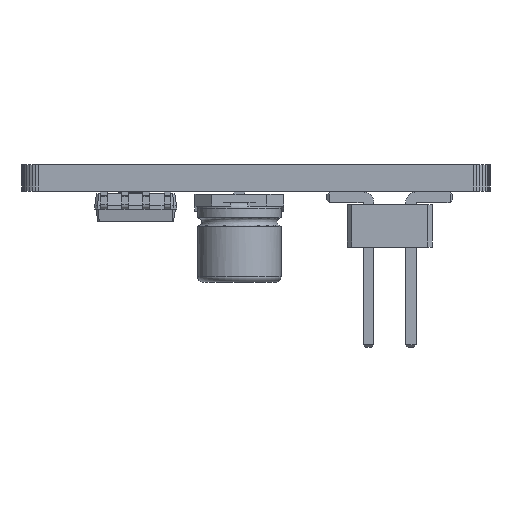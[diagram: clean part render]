
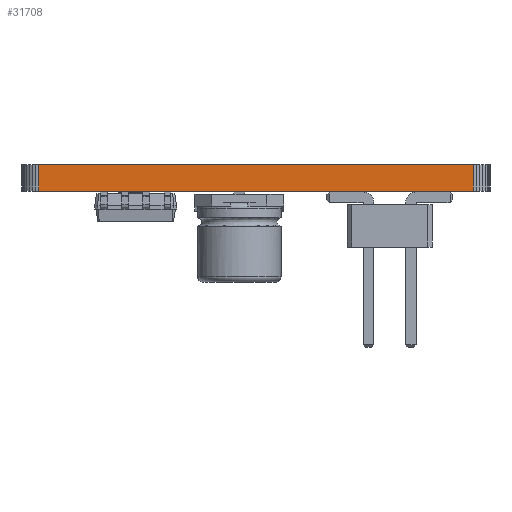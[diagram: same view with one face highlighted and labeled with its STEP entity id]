
A CAD part, left-side view. The second image highlights one B-rep face of the part: STEP entity #31708.
In plain terms, the highlighted planar face has unit normal (-1, 0, 0).
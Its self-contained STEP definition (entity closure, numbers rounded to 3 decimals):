
#25342 = PLANE('',#25343);
#25343 = AXIS2_PLACEMENT_3D('',#25344,#25345,#25346);
#25344 = CARTESIAN_POINT('',(4.,0.,1.58));
#25345 = DIRECTION('',(-0.,-0.,-1.));
#25346 = DIRECTION('',(-1.,0.,0.));
#25396 = PLANE('',#25397);
#25397 = AXIS2_PLACEMENT_3D('',#25398,#25399,#25400);
#25398 = CARTESIAN_POINT('',(4.,0.,0.));
#25399 = DIRECTION('',(-0.,-0.,-1.));
#25400 = DIRECTION('',(-1.,0.,0.));
#26177 = VERTEX_POINT('',#26178);
#26178 = CARTESIAN_POINT('',(-14.,-13.,0.));
#26192 = PLANE('',#26193);
#26193 = AXIS2_PLACEMENT_3D('',#26194,#26195,#26196);
#26194 = CARTESIAN_POINT('',(-13.981,-13.195,0.));
#26195 = DIRECTION('',(-0.995,-0.098,0.));
#26196 = DIRECTION('',(-0.098,0.995,0.));
#26204 = EDGE_CURVE('',#26177,#26205,#26207,.T.);
#26205 = VERTEX_POINT('',#26206);
#26206 = CARTESIAN_POINT('',(-14.,13.,0.));
#26207 = SURFACE_CURVE('',#26208,(#26212,#26219),.PCURVE_S1.);
#26208 = LINE('',#26209,#26210);
#26209 = CARTESIAN_POINT('',(-14.,-13.,0.));
#26210 = VECTOR('',#26211,1.);
#26211 = DIRECTION('',(0.,1.,0.));
#26212 = PCURVE('',#25396,#26213);
#26213 = DEFINITIONAL_REPRESENTATION('',(#26214),#26218);
#26214 = LINE('',#26215,#26216);
#26215 = CARTESIAN_POINT('',(18.,-13.));
#26216 = VECTOR('',#26217,1.);
#26217 = DIRECTION('',(0.,1.));
#26218 = ( GEOMETRIC_REPRESENTATION_CONTEXT(2) 
PARAMETRIC_REPRESENTATION_CONTEXT() REPRESENTATION_CONTEXT('2D SPACE',''
  ) );
#26219 = PCURVE('',#26220,#26225);
#26220 = PLANE('',#26221);
#26221 = AXIS2_PLACEMENT_3D('',#26222,#26223,#26224);
#26222 = CARTESIAN_POINT('',(-14.,-13.,0.));
#26223 = DIRECTION('',(-1.,0.,0.));
#26224 = DIRECTION('',(0.,1.,0.));
#26225 = DEFINITIONAL_REPRESENTATION('',(#26226),#26230);
#26226 = LINE('',#26227,#26228);
#26227 = CARTESIAN_POINT('',(0.,0.));
#26228 = VECTOR('',#26229,1.);
#26229 = DIRECTION('',(1.,0.));
#26230 = ( GEOMETRIC_REPRESENTATION_CONTEXT(2) 
PARAMETRIC_REPRESENTATION_CONTEXT() REPRESENTATION_CONTEXT('2D SPACE',''
  ) );
#26248 = PLANE('',#26249);
#26249 = AXIS2_PLACEMENT_3D('',#26250,#26251,#26252);
#26250 = CARTESIAN_POINT('',(-14.,13.,0.));
#26251 = DIRECTION('',(-0.995,0.098,0.));
#26252 = DIRECTION('',(0.098,0.995,0.));
#29176 = VERTEX_POINT('',#29177);
#29177 = CARTESIAN_POINT('',(-14.,-13.,1.58));
#29198 = EDGE_CURVE('',#29176,#29199,#29201,.T.);
#29199 = VERTEX_POINT('',#29200);
#29200 = CARTESIAN_POINT('',(-14.,13.,1.58));
#29201 = SURFACE_CURVE('',#29202,(#29206,#29213),.PCURVE_S1.);
#29202 = LINE('',#29203,#29204);
#29203 = CARTESIAN_POINT('',(-14.,-13.,1.58));
#29204 = VECTOR('',#29205,1.);
#29205 = DIRECTION('',(0.,1.,0.));
#29206 = PCURVE('',#25342,#29207);
#29207 = DEFINITIONAL_REPRESENTATION('',(#29208),#29212);
#29208 = LINE('',#29209,#29210);
#29209 = CARTESIAN_POINT('',(18.,-13.));
#29210 = VECTOR('',#29211,1.);
#29211 = DIRECTION('',(0.,1.));
#29212 = ( GEOMETRIC_REPRESENTATION_CONTEXT(2) 
PARAMETRIC_REPRESENTATION_CONTEXT() REPRESENTATION_CONTEXT('2D SPACE',''
  ) );
#29213 = PCURVE('',#26220,#29214);
#29214 = DEFINITIONAL_REPRESENTATION('',(#29215),#29219);
#29215 = LINE('',#29216,#29217);
#29216 = CARTESIAN_POINT('',(0.,-1.58));
#29217 = VECTOR('',#29218,1.);
#29218 = DIRECTION('',(1.,0.));
#29219 = ( GEOMETRIC_REPRESENTATION_CONTEXT(2) 
PARAMETRIC_REPRESENTATION_CONTEXT() REPRESENTATION_CONTEXT('2D SPACE',''
  ) );
#31658 = EDGE_CURVE('',#26205,#29199,#31659,.T.);
#31659 = SURFACE_CURVE('',#31660,(#31664,#31671),.PCURVE_S1.);
#31660 = LINE('',#31661,#31662);
#31661 = CARTESIAN_POINT('',(-14.,13.,0.));
#31662 = VECTOR('',#31663,1.);
#31663 = DIRECTION('',(0.,0.,1.));
#31664 = PCURVE('',#26248,#31665);
#31665 = DEFINITIONAL_REPRESENTATION('',(#31666),#31670);
#31666 = LINE('',#31667,#31668);
#31667 = CARTESIAN_POINT('',(0.,0.));
#31668 = VECTOR('',#31669,1.);
#31669 = DIRECTION('',(0.,-1.));
#31670 = ( GEOMETRIC_REPRESENTATION_CONTEXT(2) 
PARAMETRIC_REPRESENTATION_CONTEXT() REPRESENTATION_CONTEXT('2D SPACE',''
  ) );
#31671 = PCURVE('',#26220,#31672);
#31672 = DEFINITIONAL_REPRESENTATION('',(#31673),#31677);
#31673 = LINE('',#31674,#31675);
#31674 = CARTESIAN_POINT('',(26.,0.));
#31675 = VECTOR('',#31676,1.);
#31676 = DIRECTION('',(0.,-1.));
#31677 = ( GEOMETRIC_REPRESENTATION_CONTEXT(2) 
PARAMETRIC_REPRESENTATION_CONTEXT() REPRESENTATION_CONTEXT('2D SPACE',''
  ) );
#31708 = ADVANCED_FACE('',(#31709),#26220,.T.);
#31709 = FACE_BOUND('',#31710,.T.);
#31710 = EDGE_LOOP('',(#31711,#31732,#31733,#31734));
#31711 = ORIENTED_EDGE('',*,*,#31712,.T.);
#31712 = EDGE_CURVE('',#26177,#29176,#31713,.T.);
#31713 = SURFACE_CURVE('',#31714,(#31718,#31725),.PCURVE_S1.);
#31714 = LINE('',#31715,#31716);
#31715 = CARTESIAN_POINT('',(-14.,-13.,0.));
#31716 = VECTOR('',#31717,1.);
#31717 = DIRECTION('',(0.,0.,1.));
#31718 = PCURVE('',#26220,#31719);
#31719 = DEFINITIONAL_REPRESENTATION('',(#31720),#31724);
#31720 = LINE('',#31721,#31722);
#31721 = CARTESIAN_POINT('',(0.,0.));
#31722 = VECTOR('',#31723,1.);
#31723 = DIRECTION('',(0.,-1.));
#31724 = ( GEOMETRIC_REPRESENTATION_CONTEXT(2) 
PARAMETRIC_REPRESENTATION_CONTEXT() REPRESENTATION_CONTEXT('2D SPACE',''
  ) );
#31725 = PCURVE('',#26192,#31726);
#31726 = DEFINITIONAL_REPRESENTATION('',(#31727),#31731);
#31727 = LINE('',#31728,#31729);
#31728 = CARTESIAN_POINT('',(0.196,0.));
#31729 = VECTOR('',#31730,1.);
#31730 = DIRECTION('',(0.,-1.));
#31731 = ( GEOMETRIC_REPRESENTATION_CONTEXT(2) 
PARAMETRIC_REPRESENTATION_CONTEXT() REPRESENTATION_CONTEXT('2D SPACE',''
  ) );
#31732 = ORIENTED_EDGE('',*,*,#29198,.T.);
#31733 = ORIENTED_EDGE('',*,*,#31658,.F.);
#31734 = ORIENTED_EDGE('',*,*,#26204,.F.);
